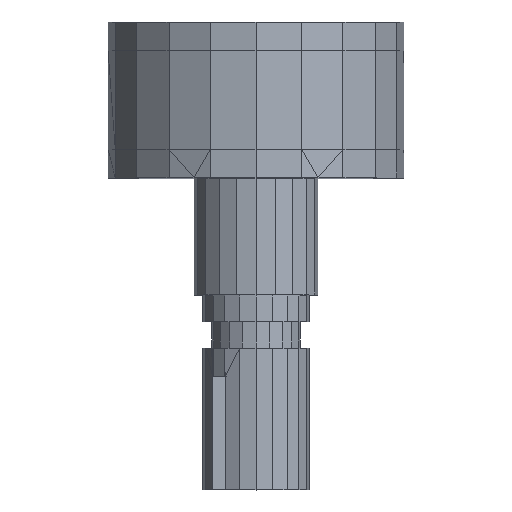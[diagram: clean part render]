
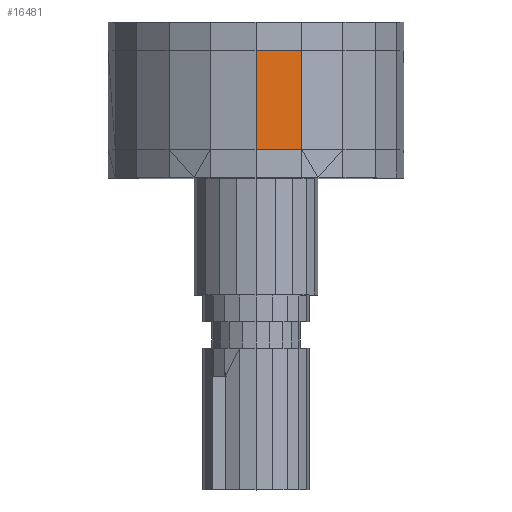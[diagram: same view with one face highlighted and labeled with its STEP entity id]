
A CAD part, top view. The second image highlights one B-rep face of the part: STEP entity #16481.
In plain terms, the highlighted planar face has unit normal (0.157, 0, 0.988).
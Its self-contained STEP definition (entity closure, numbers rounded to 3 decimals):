
#6226 = PLANE('',#6227);
#6227 = AXIS2_PLACEMENT_3D('',#6228,#6229,#6230);
#6228 = CARTESIAN_POINT('',(-1.5,-12.6,
    22.372));
#6229 = DIRECTION('',(-0.,-1.,-0.));
#6230 = DIRECTION('',(0.,0.,-1.));
#7877 = PLANE('',#7878);
#7878 = AXIS2_PLACEMENT_3D('',#7879,#7880,#7881);
#7879 = CARTESIAN_POINT('',(-1.5,-7.,22.472));
#7880 = DIRECTION('',(0.,-1.,0.));
#7881 = DIRECTION('',(0.,0.,-1.));
#8412 = VERTEX_POINT('',#8413);
#8413 = CARTESIAN_POINT('',(1.08,-12.6,
    25.091));
#8427 = PLANE('',#8428);
#8428 = AXIS2_PLACEMENT_3D('',#8429,#8430,#8431);
#8429 = CARTESIAN_POINT('',(2.244,-9.8,
    24.498));
#8430 = DIRECTION('',(0.454,0.,0.891));
#8431 = DIRECTION('',(0.891,0.,-0.454));
#8439 = EDGE_CURVE('',#8440,#8412,#8442,.T.);
#8440 = VERTEX_POINT('',#8441);
#8441 = CARTESIAN_POINT('',(-1.5,-12.6,25.5));
#8442 = SURFACE_CURVE('',#8443,(#8447,#8454),.PCURVE_S1.);
#8443 = LINE('',#8444,#8445);
#8444 = CARTESIAN_POINT('',(-1.5,-12.6,25.5));
#8445 = VECTOR('',#8446,1.);
#8446 = DIRECTION('',(0.988,0.,-0.157));
#8447 = PCURVE('',#6226,#8448);
#8448 = DEFINITIONAL_REPRESENTATION('',(#8449),#8453);
#8449 = LINE('',#8450,#8451);
#8450 = CARTESIAN_POINT('',(-3.128,0.));
#8451 = VECTOR('',#8452,1.);
#8452 = DIRECTION('',(0.157,0.988));
#8453 = ( GEOMETRIC_REPRESENTATION_CONTEXT(2) 
PARAMETRIC_REPRESENTATION_CONTEXT() REPRESENTATION_CONTEXT('2D SPACE',''
  ) );
#8454 = PCURVE('',#8455,#8460);
#8455 = PLANE('',#8456);
#8456 = AXIS2_PLACEMENT_3D('',#8457,#8458,#8459);
#8457 = CARTESIAN_POINT('',(-0.21,-9.8,
    25.295));
#8458 = DIRECTION('',(0.157,0.,0.988));
#8459 = DIRECTION('',(0.988,0.,-0.157));
#8460 = DEFINITIONAL_REPRESENTATION('',(#8461),#8465);
#8461 = LINE('',#8462,#8463);
#8462 = CARTESIAN_POINT('',(-1.306,-2.8));
#8463 = VECTOR('',#8464,1.);
#8464 = DIRECTION('',(1.,0.));
#8465 = ( GEOMETRIC_REPRESENTATION_CONTEXT(2) 
PARAMETRIC_REPRESENTATION_CONTEXT() REPRESENTATION_CONTEXT('2D SPACE',''
  ) );
#8483 = PLANE('',#8484);
#8484 = AXIS2_PLACEMENT_3D('',#8485,#8486,#8487);
#8485 = CARTESIAN_POINT('',(-2.79,-9.8,
    25.295));
#8486 = DIRECTION('',(-0.157,0.,0.988));
#8487 = DIRECTION('',(0.988,0.,0.157));
#13709 = VERTEX_POINT('',#13710);
#13710 = CARTESIAN_POINT('',(-1.5,-7.,25.5));
#13731 = EDGE_CURVE('',#13709,#13732,#13734,.T.);
#13732 = VERTEX_POINT('',#13733);
#13733 = CARTESIAN_POINT('',(1.08,-7.,25.091));
#13734 = SURFACE_CURVE('',#13735,(#13739,#13746),.PCURVE_S1.);
#13735 = LINE('',#13736,#13737);
#13736 = CARTESIAN_POINT('',(-1.5,-7.,25.5));
#13737 = VECTOR('',#13738,1.);
#13738 = DIRECTION('',(0.988,0.,-0.157));
#13739 = PCURVE('',#7877,#13740);
#13740 = DEFINITIONAL_REPRESENTATION('',(#13741),#13745);
#13741 = LINE('',#13742,#13743);
#13742 = CARTESIAN_POINT('',(-3.028,0.));
#13743 = VECTOR('',#13744,1.);
#13744 = DIRECTION('',(0.157,0.988));
#13745 = ( GEOMETRIC_REPRESENTATION_CONTEXT(2) 
PARAMETRIC_REPRESENTATION_CONTEXT() REPRESENTATION_CONTEXT('2D SPACE',''
  ) );
#13746 = PCURVE('',#8455,#13747);
#13747 = DEFINITIONAL_REPRESENTATION('',(#13748),#13752);
#13748 = LINE('',#13749,#13750);
#13749 = CARTESIAN_POINT('',(-1.306,2.8));
#13750 = VECTOR('',#13751,1.);
#13751 = DIRECTION('',(1.,0.));
#13752 = ( GEOMETRIC_REPRESENTATION_CONTEXT(2) 
PARAMETRIC_REPRESENTATION_CONTEXT() REPRESENTATION_CONTEXT('2D SPACE',''
  ) );
#16459 = EDGE_CURVE('',#13732,#8412,#16460,.T.);
#16460 = SURFACE_CURVE('',#16461,(#16465,#16472),.PCURVE_S1.);
#16461 = LINE('',#16462,#16463);
#16462 = CARTESIAN_POINT('',(1.08,-7.,25.091));
#16463 = VECTOR('',#16464,1.);
#16464 = DIRECTION('',(0.,-1.,0.));
#16465 = PCURVE('',#8427,#16466);
#16466 = DEFINITIONAL_REPRESENTATION('',(#16467),#16471);
#16467 = LINE('',#16468,#16469);
#16468 = CARTESIAN_POINT('',(-1.306,2.8));
#16469 = VECTOR('',#16470,1.);
#16470 = DIRECTION('',(0.,-1.));
#16471 = ( GEOMETRIC_REPRESENTATION_CONTEXT(2) 
PARAMETRIC_REPRESENTATION_CONTEXT() REPRESENTATION_CONTEXT('2D SPACE',''
  ) );
#16472 = PCURVE('',#8455,#16473);
#16473 = DEFINITIONAL_REPRESENTATION('',(#16474),#16478);
#16474 = LINE('',#16475,#16476);
#16475 = CARTESIAN_POINT('',(1.306,2.8));
#16476 = VECTOR('',#16477,1.);
#16477 = DIRECTION('',(0.,-1.));
#16478 = ( GEOMETRIC_REPRESENTATION_CONTEXT(2) 
PARAMETRIC_REPRESENTATION_CONTEXT() REPRESENTATION_CONTEXT('2D SPACE',''
  ) );
#16481 = ADVANCED_FACE('',(#16482),#8455,.T.);
#16482 = FACE_BOUND('',#16483,.T.);
#16483 = EDGE_LOOP('',(#16484,#16485,#16506,#16507));
#16484 = ORIENTED_EDGE('',*,*,#13731,.F.);
#16485 = ORIENTED_EDGE('',*,*,#16486,.T.);
#16486 = EDGE_CURVE('',#13709,#8440,#16487,.T.);
#16487 = SURFACE_CURVE('',#16488,(#16492,#16499),.PCURVE_S1.);
#16488 = LINE('',#16489,#16490);
#16489 = CARTESIAN_POINT('',(-1.5,-7.,25.5));
#16490 = VECTOR('',#16491,1.);
#16491 = DIRECTION('',(0.,-1.,0.));
#16492 = PCURVE('',#8455,#16493);
#16493 = DEFINITIONAL_REPRESENTATION('',(#16494),#16498);
#16494 = LINE('',#16495,#16496);
#16495 = CARTESIAN_POINT('',(-1.306,2.8));
#16496 = VECTOR('',#16497,1.);
#16497 = DIRECTION('',(0.,-1.));
#16498 = ( GEOMETRIC_REPRESENTATION_CONTEXT(2) 
PARAMETRIC_REPRESENTATION_CONTEXT() REPRESENTATION_CONTEXT('2D SPACE',''
  ) );
#16499 = PCURVE('',#8483,#16500);
#16500 = DEFINITIONAL_REPRESENTATION('',(#16501),#16505);
#16501 = LINE('',#16502,#16503);
#16502 = CARTESIAN_POINT('',(1.306,2.8));
#16503 = VECTOR('',#16504,1.);
#16504 = DIRECTION('',(0.,-1.));
#16505 = ( GEOMETRIC_REPRESENTATION_CONTEXT(2) 
PARAMETRIC_REPRESENTATION_CONTEXT() REPRESENTATION_CONTEXT('2D SPACE',''
  ) );
#16506 = ORIENTED_EDGE('',*,*,#8439,.T.);
#16507 = ORIENTED_EDGE('',*,*,#16459,.F.);
